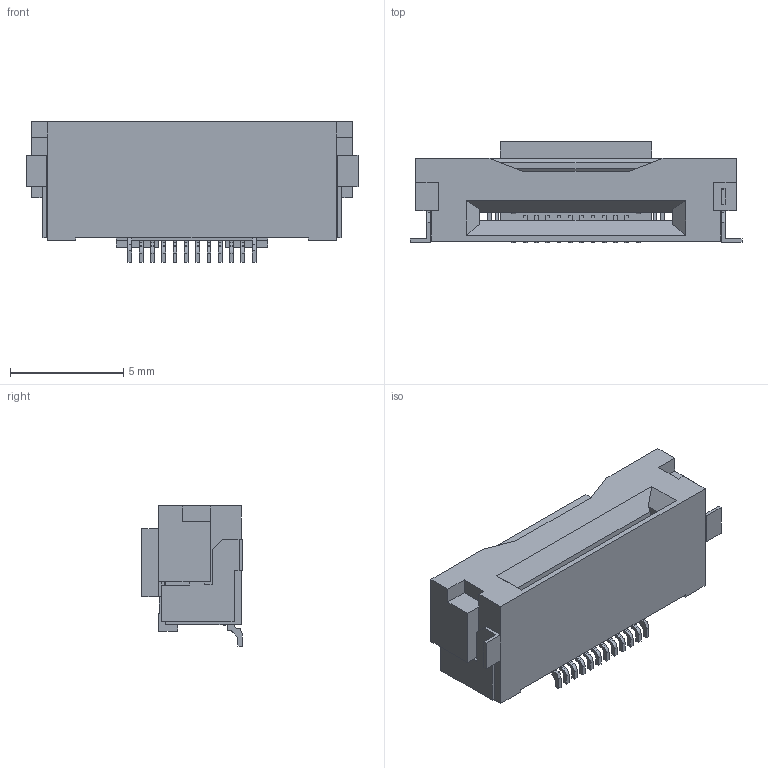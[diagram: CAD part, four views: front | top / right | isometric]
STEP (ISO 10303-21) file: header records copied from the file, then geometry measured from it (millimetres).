
FILE_DESCRIPTION((''),'2;1');
FILE_NAME('2004850210','2020-12-14T',('gga'),(''),'PRO/ENGINEER BY PARAMETRIC TECHNOLOGY CORPORATION, 2016010','PRO/ENGINEER BY PARAMETRIC TECHNOLOGY CORPORATION, 2016010','');
FILE_SCHEMA(('CONFIG_CONTROL_DESIGN'));
Length unit declared in the file: millimetre
Products named in the file (1): 2004850210
Bounding box: 14.69 x 4.46 x 6.2 mm (x, y, z)
Volume: 199.2 mm3; surface area: 646.9 mm2
Topology: 11 solids, 11 shells, 634 faces, 1863 edges, 1258 vertices
Faces by surface type: plane 568, cylinder 66
Entity records: 20764 total; most frequent: CARTESIAN_POINT 3700, ORIENTED_EDGE 3614, DIRECTION 3265, EDGE_CURVE 1807, VECTOR 1731, LINE 1731, VERTEX_POINT 1202, AXIS2_PLACEMENT_3D 767
